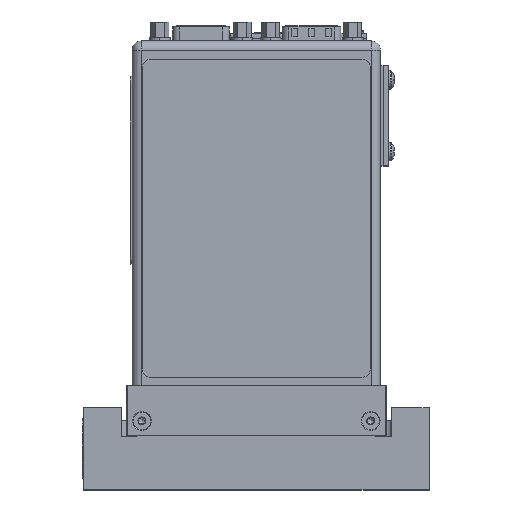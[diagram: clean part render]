
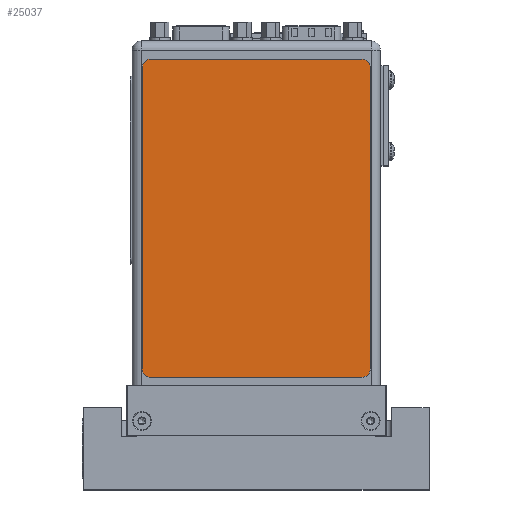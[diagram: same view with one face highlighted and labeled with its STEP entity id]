
A CAD part, top view. The second image highlights one B-rep face of the part: STEP entity #25037.
In plain terms, the highlighted planar face has unit normal (0, 0, 1).
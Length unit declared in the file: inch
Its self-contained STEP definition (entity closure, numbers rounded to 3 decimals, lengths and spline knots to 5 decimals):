
#24818=CARTESIAN_POINT('',(2.63,3.71,0.004));
#24819=DIRECTION('',(0.,0.,-1.));
#24820=DIRECTION('',(0.,1.,0.));
#24821=AXIS2_PLACEMENT_3D('',#24818,#24819,#24820);
#24823=DIRECTION('',(0.,-1.,0.));
#24824=VECTOR('',#24823,3.61);
#24825=CARTESIAN_POINT('',(2.73,3.71,0.004));
#24826=LINE('',#24825,#24824);
#24827=CARTESIAN_POINT('',(2.63,0.1,0.004));
#24828=DIRECTION('',(0.,0.,-1.));
#24829=DIRECTION('',(1.,0.,0.));
#24830=AXIS2_PLACEMENT_3D('',#24827,#24828,#24829);
#24832=DIRECTION('',(-1.,0.,0.));
#24833=VECTOR('',#24832,2.53);
#24834=CARTESIAN_POINT('',(2.63,0.,0.004));
#24835=LINE('',#24834,#24833);
#24836=CARTESIAN_POINT('',(0.1,0.1,0.004));
#24837=DIRECTION('',(0.,0.,-1.));
#24838=DIRECTION('',(0.,-1.,0.));
#24839=AXIS2_PLACEMENT_3D('',#24836,#24837,#24838);
#24841=DIRECTION('',(0.,1.,0.));
#24842=VECTOR('',#24841,3.61);
#24843=CARTESIAN_POINT('',(0.,0.1,0.004));
#24844=LINE('',#24843,#24842);
#24845=CARTESIAN_POINT('',(0.1,3.71,0.004));
#24846=DIRECTION('',(0.,0.,-1.));
#24847=DIRECTION('',(-1.,0.,0.));
#24848=AXIS2_PLACEMENT_3D('',#24845,#24846,#24847);
#24850=DIRECTION('',(1.,0.,0.));
#24851=VECTOR('',#24850,2.53);
#24852=CARTESIAN_POINT('',(0.1,3.81,0.004));
#24853=LINE('',#24852,#24851);
#24870=CARTESIAN_POINT('',(2.73,3.71,0.004));
#24871=VERTEX_POINT('',#24870);
#24872=CARTESIAN_POINT('',(2.63,3.81,0.004));
#24873=VERTEX_POINT('',#24872);
#24874=CARTESIAN_POINT('',(2.73,0.1,0.004));
#24875=VERTEX_POINT('',#24874);
#24876=CARTESIAN_POINT('',(2.63,0.,0.004));
#24877=VERTEX_POINT('',#24876);
#24878=CARTESIAN_POINT('',(0.1,0.,0.004));
#24879=VERTEX_POINT('',#24878);
#24880=CARTESIAN_POINT('',(0.,0.1,0.004));
#24881=VERTEX_POINT('',#24880);
#24882=CARTESIAN_POINT('',(0.,3.71,0.004));
#24883=VERTEX_POINT('',#24882);
#24884=CARTESIAN_POINT('',(0.1,3.81,0.004));
#24885=VERTEX_POINT('',#24884);
#25022=CARTESIAN_POINT('',(0.,0.,0.004));
#25023=DIRECTION('',(0.,0.,1.));
#25024=DIRECTION('',(1.,0.,0.));
#25025=AXIS2_PLACEMENT_3D('',#25022,#25023,#25024);
#25026=PLANE('',#25025);
#25027=ORIENTED_EDGE('',*,*,#24918,.T.);
#25028=ORIENTED_EDGE('',*,*,#24934,.T.);
#25029=ORIENTED_EDGE('',*,*,#24947,.T.);
#25030=ORIENTED_EDGE('',*,*,#24960,.T.);
#25031=ORIENTED_EDGE('',*,*,#24975,.T.);
#25032=ORIENTED_EDGE('',*,*,#24988,.T.);
#25033=ORIENTED_EDGE('',*,*,#25003,.T.);
#25034=ORIENTED_EDGE('',*,*,#25015,.T.);
#25035=EDGE_LOOP('',(#25027,#25028,#25029,#25030,#25031,#25032,#25033,#25034));
#25036=FACE_OUTER_BOUND('',#25035,.F.);
#25037=ADVANCED_FACE('',(#25036),#25026,.T.);
#24822=CIRCLE('',#24821,0.1);
#24831=CIRCLE('',#24830,0.1);
#24840=CIRCLE('',#24839,0.1);
#24849=CIRCLE('',#24848,0.1);
#24918=EDGE_CURVE('',#24873,#24871,#24822,.T.);
#24934=EDGE_CURVE('',#24871,#24875,#24826,.T.);
#24947=EDGE_CURVE('',#24875,#24877,#24831,.T.);
#24960=EDGE_CURVE('',#24877,#24879,#24835,.T.);
#24975=EDGE_CURVE('',#24879,#24881,#24840,.T.);
#24988=EDGE_CURVE('',#24881,#24883,#24844,.T.);
#25003=EDGE_CURVE('',#24883,#24885,#24849,.T.);
#25015=EDGE_CURVE('',#24885,#24873,#24853,.T.);
